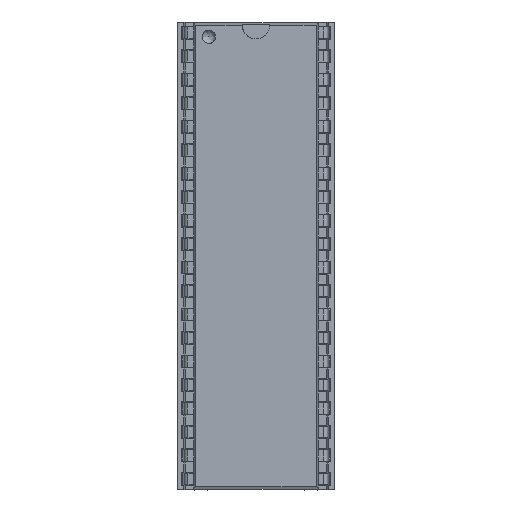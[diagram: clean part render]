
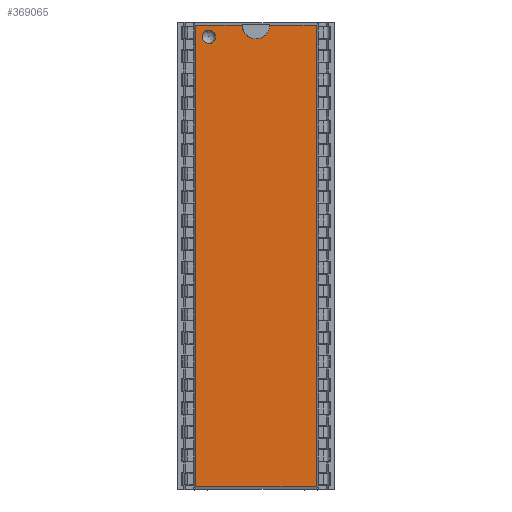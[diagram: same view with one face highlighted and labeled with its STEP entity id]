
A CAD part, top view. The second image highlights one B-rep face of the part: STEP entity #369065.
In plain terms, the highlighted free-form (B-spline) face has degree [1, 1] with [2, 2] control points.
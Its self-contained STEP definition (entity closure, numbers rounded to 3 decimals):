
#367111 = VERTEX_POINT('',#367112);
#367112 = CARTESIAN_POINT('',(1.161,-50.896,
    7.725));
#367117 = EDGE_CURVE('',#367118,#367111,#367120,.T.);
#367118 = VERTEX_POINT('',#367119);
#367119 = CARTESIAN_POINT('',(14.632,-50.896,
    7.725));
#367120 = B_SPLINE_CURVE_WITH_KNOTS('',1,(#367121,#367122),
  .UNSPECIFIED.,.F.,.F.,(2,2),(0.,13.),.PIECEWISE_BEZIER_KNOTS.);
#367121 = CARTESIAN_POINT('',(14.632,-50.896,
    7.725));
#367122 = CARTESIAN_POINT('',(1.161,-50.896,
    7.725));
#368539 = VERTEX_POINT('',#368540);
#368540 = CARTESIAN_POINT('',(1.161,0.855,
    7.725));
#368545 = EDGE_CURVE('',#367111,#368539,#368546,.T.);
#368546 = B_SPLINE_CURVE_WITH_KNOTS('',1,(#368547,#368548),
  .UNSPECIFIED.,.F.,.F.,(2,2),(0.,49.94),.PIECEWISE_BEZIER_KNOTS.);
#368547 = CARTESIAN_POINT('',(1.161,-50.896,
    7.725));
#368548 = CARTESIAN_POINT('',(1.161,0.855,
    7.725));
#369065 = ADVANCED_FACE('',(#369066,#369099),#369113,.T.);
#369066 = FACE_BOUND('',#369067,.T.);
#369067 = EDGE_LOOP('',(#369068,#369069,#369076,#369083,#369093,#369098)
  );
#369068 = ORIENTED_EDGE('',*,*,#367117,.F.);
#369069 = ORIENTED_EDGE('',*,*,#369070,.F.);
#369070 = EDGE_CURVE('',#369071,#367118,#369073,.T.);
#369071 = VERTEX_POINT('',#369072);
#369072 = CARTESIAN_POINT('',(14.632,0.855,
    7.725));
#369073 = B_SPLINE_CURVE_WITH_KNOTS('',1,(#369074,#369075),
  .UNSPECIFIED.,.F.,.F.,(2,2),(0.,49.94),.PIECEWISE_BEZIER_KNOTS.);
#369074 = CARTESIAN_POINT('',(14.632,0.855,
    7.725));
#369075 = CARTESIAN_POINT('',(14.632,-50.896,
    7.725));
#369076 = ORIENTED_EDGE('',*,*,#369077,.F.);
#369077 = EDGE_CURVE('',#369078,#369071,#369080,.T.);
#369078 = VERTEX_POINT('',#369079);
#369079 = CARTESIAN_POINT('',(9.451,0.855,
    7.725));
#369080 = B_SPLINE_CURVE_WITH_KNOTS('',1,(#369081,#369082),
  .UNSPECIFIED.,.F.,.F.,(2,2),(8.,13.),.PIECEWISE_BEZIER_KNOTS.);
#369081 = CARTESIAN_POINT('',(9.451,0.855,
    7.725));
#369082 = CARTESIAN_POINT('',(14.632,0.855,
    7.725));
#369083 = ORIENTED_EDGE('',*,*,#369084,.F.);
#369084 = EDGE_CURVE('',#369085,#369078,#369087,.T.);
#369085 = VERTEX_POINT('',#369086);
#369086 = CARTESIAN_POINT('',(6.342,0.855,
    7.725));
#369087 = ( BOUNDED_CURVE() B_SPLINE_CURVE(2,(#369088,#369089,#369090,
#369091,#369092),.UNSPECIFIED.,.F.,.F.) B_SPLINE_CURVE_WITH_KNOTS((3,2,3
    ),(1.571,3.142,4.712),
.PIECEWISE_BEZIER_KNOTS.) CURVE() GEOMETRIC_REPRESENTATION_ITEM() 
RATIONAL_B_SPLINE_CURVE((1.,0.707,1.,0.707,1.)) 
REPRESENTATION_ITEM('') );
#369088 = CARTESIAN_POINT('',(6.342,0.855,
    7.725));
#369089 = CARTESIAN_POINT('',(6.342,-0.699,
    7.725));
#369090 = CARTESIAN_POINT('',(7.896,-0.699,
    7.725));
#369091 = CARTESIAN_POINT('',(9.451,-0.699,
    7.725));
#369092 = CARTESIAN_POINT('',(9.451,0.855,
    7.725));
#369093 = ORIENTED_EDGE('',*,*,#369094,.F.);
#369094 = EDGE_CURVE('',#368539,#369085,#369095,.T.);
#369095 = B_SPLINE_CURVE_WITH_KNOTS('',1,(#369096,#369097),
  .UNSPECIFIED.,.F.,.F.,(2,2),(0.,5.),.PIECEWISE_BEZIER_KNOTS.);
#369096 = CARTESIAN_POINT('',(1.161,0.855,
    7.725));
#369097 = CARTESIAN_POINT('',(6.342,0.855,
    7.725));
#369098 = ORIENTED_EDGE('',*,*,#368545,.F.);
#369099 = FACE_BOUND('',#369100,.T.);
#369100 = EDGE_LOOP('',(#369101));
#369101 = ORIENTED_EDGE('',*,*,#369102,.F.);
#369102 = EDGE_CURVE('',#369103,#369103,#369105,.T.);
#369103 = VERTEX_POINT('',#369104);
#369104 = CARTESIAN_POINT('',(1.865,-0.461,
    7.725));
#369105 = ( BOUNDED_CURVE() B_SPLINE_CURVE(2,(#369106,#369107,#369108,
    #369109,#369110,#369111,#369112),.UNSPECIFIED.,.T.,.F.) 
B_SPLINE_CURVE_WITH_KNOTS((1,2,2,2,2,1),(-2.094,0.,
    2.094,4.189,6.283,8.378),
.UNSPECIFIED.) CURVE() GEOMETRIC_REPRESENTATION_ITEM() 
RATIONAL_B_SPLINE_CURVE((1.,0.5,1.,0.5,1.,0.5,1.)) REPRESENTATION_ITEM(
  '') );
#369106 = CARTESIAN_POINT('',(1.865,-0.461,
    7.725));
#369107 = CARTESIAN_POINT('',(1.865,-1.753,
    7.725));
#369108 = CARTESIAN_POINT('',(2.984,-1.107,
    7.725));
#369109 = CARTESIAN_POINT('',(4.104,-0.461,
    7.725));
#369110 = CARTESIAN_POINT('',(2.984,0.185,
    7.725));
#369111 = CARTESIAN_POINT('',(1.865,0.831,
    7.725));
#369112 = CARTESIAN_POINT('',(1.865,-0.461,
    7.725));
#369113 = B_SPLINE_SURFACE_WITH_KNOTS('',1,1,(
    (#369114,#369115)
    ,(#369116,#369117
    )),.UNSPECIFIED.,.F.,.F.,.F.,(2,2),(2,2),(0.,51.604),(
    -12.581,12.581),.PIECEWISE_BEZIER_KNOTS.);
#369114 = CARTESIAN_POINT('',(27.249,-47.612,
    7.725));
#369115 = CARTESIAN_POINT('',(2.016,-54.18,
    7.725));
#369116 = CARTESIAN_POINT('',(13.777,4.139,
    7.725));
#369117 = CARTESIAN_POINT('',(-11.456,-2.429,
    7.725));
